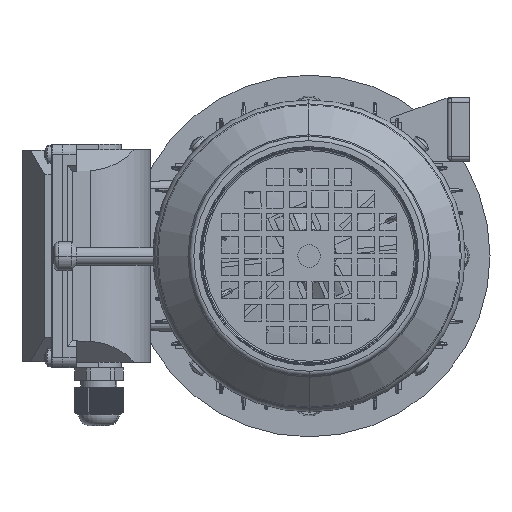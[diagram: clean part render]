
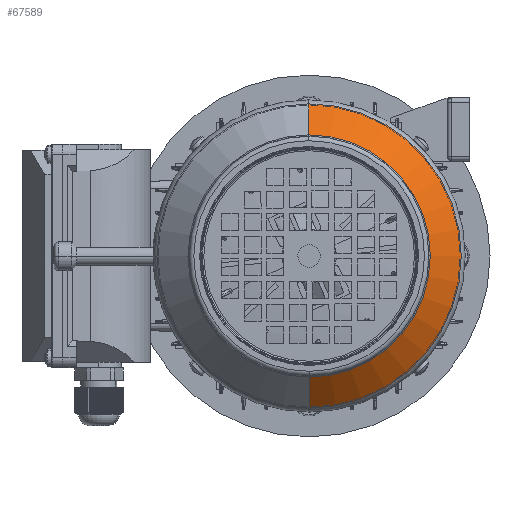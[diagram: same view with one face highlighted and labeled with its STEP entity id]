
A CAD part, left-side view. The second image highlights one B-rep face of the part: STEP entity #67589.
In plain terms, the highlighted conical face has half-angle 45 degrees and reference radius 53.586 mm.
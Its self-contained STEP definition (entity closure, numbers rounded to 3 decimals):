
#4591 = CARTESIAN_POINT ( 'NONE',  ( 124.414, 0., 53.586 ) ) ;
#7393 = DIRECTION ( 'NONE',  ( -1., 0., 0. ) ) ;
#16184 = EDGE_CURVE ( 'NONE', #123674, #83888, #18916, .T. ) ;
#18916 = LINE ( 'NONE', #4591, #131788 ) ;
#21738 = CARTESIAN_POINT ( 'NONE',  ( 124.414, 0., 0. ) ) ;
#23082 = VERTEX_POINT ( 'NONE', #38992 ) ;
#29559 = ORIENTED_EDGE ( 'NONE', *, *, #86561, .F. ) ;
#38992 = CARTESIAN_POINT ( 'NONE',  ( 110.707, 0., -67.293 ) ) ;
#39044 = CARTESIAN_POINT ( 'NONE',  ( 124.414, 0., -53.586 ) ) ;
#45706 = EDGE_LOOP ( 'NONE', ( #68846, #58958, #69668, #29559 ) ) ;
#47786 = AXIS2_PLACEMENT_3D ( 'NONE', #53235, #78528, #64161 ) ;
#52609 = CARTESIAN_POINT ( 'NONE',  ( 110.707, 0., 67.293 ) ) ;
#53235 = CARTESIAN_POINT ( 'NONE',  ( 124.414, 0., 0. ) ) ;
#58958 = ORIENTED_EDGE ( 'NONE', *, *, #133649, .T. ) ;
#63351 = VERTEX_POINT ( 'NONE', #39044 ) ;
#63884 = DIRECTION ( 'NONE',  ( 0., 0., 1. ) ) ;
#64161 = DIRECTION ( 'NONE',  ( 0., 0., 1. ) ) ;
#67589 = ADVANCED_FACE ( 'NONE', ( #131112 ), #132587, .T. ) ;
#68846 = ORIENTED_EDGE ( 'NONE', *, *, #113651, .F. ) ;
#69668 = ORIENTED_EDGE ( 'NONE', *, *, #16184, .T. ) ;
#71434 = CIRCLE ( 'NONE', #133944, 67.293 ) ;
#74878 = CARTESIAN_POINT ( 'NONE',  ( 124.414, 0., 53.586 ) ) ;
#76795 = DIRECTION ( 'NONE',  ( -0.707, 0., -0.707 ) ) ;
#78257 = DIRECTION ( 'NONE',  ( -1., 0., 0. ) ) ;
#78528 = DIRECTION ( 'NONE',  ( -1., 0., 0. ) ) ;
#83888 = VERTEX_POINT ( 'NONE', #52609 ) ;
#86561 = EDGE_CURVE ( 'NONE', #23082, #83888, #71434, .T. ) ;
#91112 = CARTESIAN_POINT ( 'NONE',  ( 124.414, 0., -53.586 ) ) ;
#93988 = CIRCLE ( 'NONE', #47786, 53.586 ) ;
#105409 = LINE ( 'NONE', #91112, #133406 ) ;
#113651 = EDGE_CURVE ( 'NONE', #63351, #23082, #105409, .T. ) ;
#123674 = VERTEX_POINT ( 'NONE', #74878 ) ;
#129950 = DIRECTION ( 'NONE',  ( -0.707, 0., 0.707 ) ) ;
#131112 = FACE_OUTER_BOUND ( 'NONE', #45706, .T. ) ;
#131788 = VECTOR ( 'NONE', #129950, 1000. ) ;
#132587 = CONICAL_SURFACE ( 'NONE', #134699, 53.586, 0.785 ) ;
#132765 = DIRECTION ( 'NONE',  ( 0., 0., 1. ) ) ;
#133406 = VECTOR ( 'NONE', #76795, 1000. ) ;
#133649 = EDGE_CURVE ( 'NONE', #63351, #123674, #93988, .T. ) ;
#133944 = AXIS2_PLACEMENT_3D ( 'NONE', #135369, #78257, #63884 ) ;
#134699 = AXIS2_PLACEMENT_3D ( 'NONE', #21738, #7393, #132765 ) ;
#135369 = CARTESIAN_POINT ( 'NONE',  ( 110.707, 0., 0. ) ) ;
